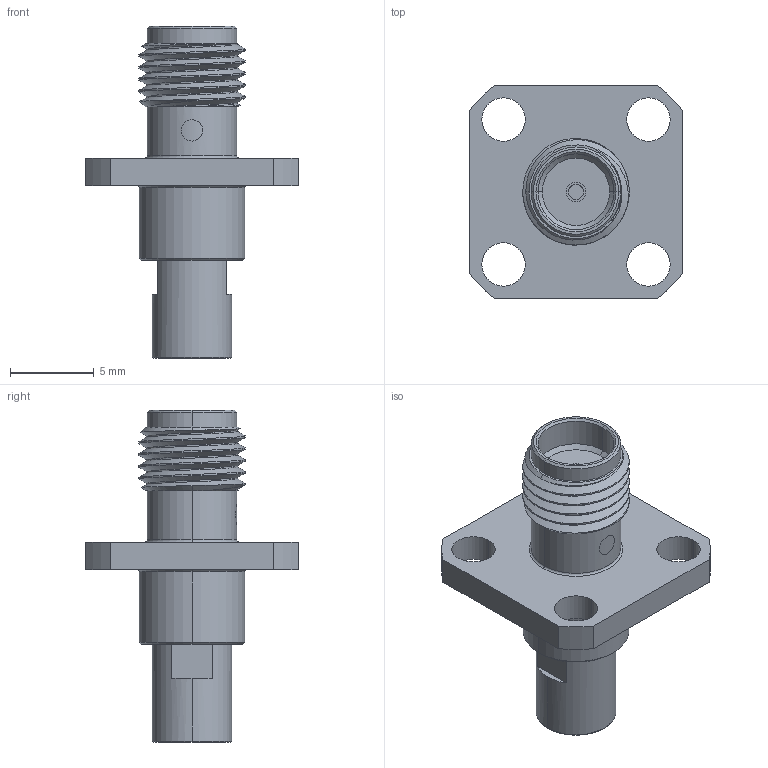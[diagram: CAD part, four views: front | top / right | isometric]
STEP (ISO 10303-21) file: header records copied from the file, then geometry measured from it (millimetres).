
FILE_DESCRIPTION (( 'STEP AP203' ), '1' );
FILE_NAME ('PE91059 ¦ SM8841.step', '2019-05-10T23:05:44', ( '' ), ( '' ), 'SwSTEP 2.0', 'SolidWorks 2018', '' );
FILE_SCHEMA (( 'CONFIG_CONTROL_DESIGN' ));
Length unit declared in the file: inch
Products named in the file (1): PE91059 ｦ SM8841
Bounding box: 12.7 x 12.7 x 19.79 mm (x, y, z)
Volume: 589.2 mm3; surface area: 878.8 mm2
Topology: 1 solids, 1 shells, 100 faces, 238 edges, 150 vertices
Faces by surface type: cylinder 47, cone 22, plane 20, torus 6, bspline 3, sphere 2
Entity records: 3977 total; most frequent: CARTESIAN_POINT 1594, DIRECTION 505, ORIENTED_EDGE 468, EDGE_CURVE 234, AXIS2_PLACEMENT_3D 210, VERTEX_POINT 148, EDGE_LOOP 120, CIRCLE 112
